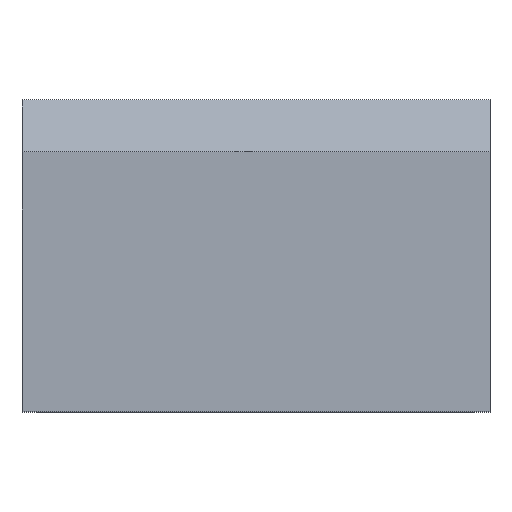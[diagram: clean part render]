
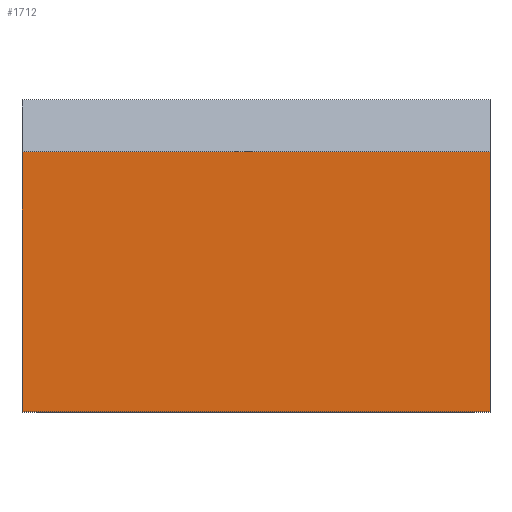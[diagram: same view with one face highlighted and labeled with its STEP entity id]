
A CAD part, top view. The second image highlights one B-rep face of the part: STEP entity #1712.
In plain terms, the highlighted planar face has unit normal (0, 0, 1).
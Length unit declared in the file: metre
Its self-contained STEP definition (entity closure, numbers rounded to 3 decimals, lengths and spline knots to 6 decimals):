
#366=ORIENTED_EDGE('',*,*,#712,.F.);
#367=ORIENTED_EDGE('',*,*,#679,.T.);
#368=ORIENTED_EDGE('',*,*,#713,.T.);
#369=ORIENTED_EDGE('',*,*,#688,.F.);
#679=EDGE_CURVE('',#876,#877,#1057,.T.);
#688=EDGE_CURVE('',#882,#884,#1065,.T.);
#712=EDGE_CURVE('',#876,#882,#1089,.T.);
#713=EDGE_CURVE('',#877,#884,#1090,.T.);
#876=VERTEX_POINT('',#2698);
#877=VERTEX_POINT('',#2699);
#882=VERTEX_POINT('',#2713);
#884=VERTEX_POINT('',#2716);
#1057=LINE('',#2697,#1273);
#1065=LINE('',#2715,#1281);
#1089=LINE('',#2762,#1305);
#1090=LINE('',#2763,#1306);
#1273=VECTOR('',#2223,1.);
#1281=VECTOR('',#2235,1.);
#1305=VECTOR('',#2263,1.);
#1306=VECTOR('',#2264,1.);
#1433=EDGE_LOOP('',(#366,#367,#368,#369));
#1535=FACE_BOUND('',#1433,.T.);
#1621=PLANE('',#1901);
#1712=ADVANCED_FACE('',(#1535),#1621,.T.);
#1901=AXIS2_PLACEMENT_3D('',#2761,#2261,#2262);
#2223=DIRECTION('',(0.,-1.,0.));
#2235=DIRECTION('',(0.,-1.,0.));
#2261=DIRECTION('',(0.,0.,1.));
#2262=DIRECTION('',(0.,-1.,0.));
#2263=DIRECTION('',(1.,0.,0.));
#2264=DIRECTION('',(1.,0.,0.));
#2697=CARTESIAN_POINT('',(-0.0015,-0.0016,0.0037));
#2698=CARTESIAN_POINT('',(-0.0015,0.0004,0.0037));
#2699=CARTESIAN_POINT('',(-0.0015,-0.0046,0.0037));
#2713=CARTESIAN_POINT('',(0.0075,0.0004,0.0037));
#2715=CARTESIAN_POINT('',(0.0075,-0.0016,0.0037));
#2716=CARTESIAN_POINT('',(0.0075,-0.0046,0.0037));
#2761=CARTESIAN_POINT('',(-0.0015,-0.0016,0.0037));
#2762=CARTESIAN_POINT('',(-0.005078,0.0004,0.0037));
#2763=CARTESIAN_POINT('',(-0.0015,-0.0046,0.0037));
